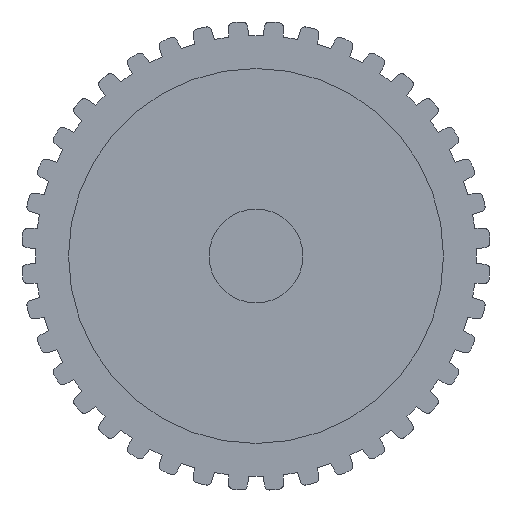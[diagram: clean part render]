
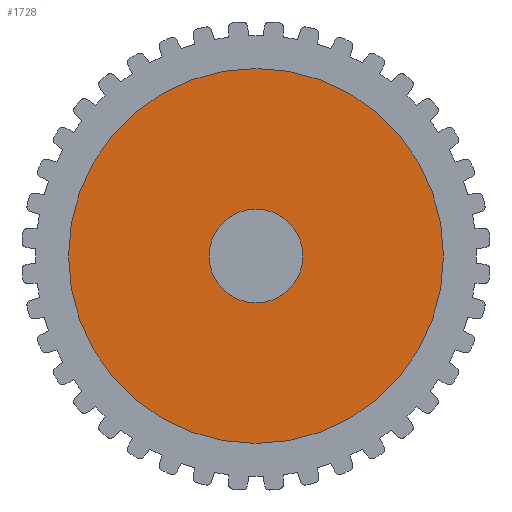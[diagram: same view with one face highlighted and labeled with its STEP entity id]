
A CAD part, left-side view. The second image highlights one B-rep face of the part: STEP entity #1728.
In plain terms, the highlighted planar face has unit normal (-1, 0, 0).
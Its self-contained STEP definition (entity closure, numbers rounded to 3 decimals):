
#248 = CARTESIAN_POINT ( 'NONE',  ( -20., 0., 0. ) ) ;
#871 = CIRCLE ( 'NONE', #8478, 5. ) ;
#1119 = CARTESIAN_POINT ( 'NONE',  ( -20., 0., -20. ) ) ;
#1712 = ORIENTED_EDGE ( 'NONE', *, *, #3843, .F. ) ;
#1728 = ADVANCED_FACE ( 'NONE', ( #1929, #4154 ), #9212, .T. ) ;
#1929 = FACE_BOUND ( 'NONE', #7856, .T. ) ;
#2172 = CARTESIAN_POINT ( 'NONE',  ( -20., 0., -5. ) ) ;
#2299 = ORIENTED_EDGE ( 'NONE', *, *, #2827, .F. ) ;
#2369 = DIRECTION ( 'NONE',  ( 1., 0., 0. ) ) ;
#2437 = CARTESIAN_POINT ( 'NONE',  ( -20., 0., 0. ) ) ;
#2460 = EDGE_CURVE ( 'NONE', #9281, #4719, #3720, .T. ) ;
#2626 = DIRECTION ( 'NONE',  ( 1., 0., 0. ) ) ;
#2677 = DIRECTION ( 'NONE',  ( 0., 0., 1. ) ) ;
#2739 = DIRECTION ( 'NONE',  ( 0., 0., -1. ) ) ;
#2827 = EDGE_CURVE ( 'NONE', #3642, #4859, #3004, .T. ) ;
#3004 = CIRCLE ( 'NONE', #5136, 20. ) ;
#3642 = VERTEX_POINT ( 'NONE', #3716 ) ;
#3716 = CARTESIAN_POINT ( 'NONE',  ( -20., 0., 20. ) ) ;
#3720 = CIRCLE ( 'NONE', #7855, 5. ) ;
#3843 = EDGE_CURVE ( 'NONE', #4859, #3642, #5286, .T. ) ;
#4154 = FACE_OUTER_BOUND ( 'NONE', #6223, .T. ) ;
#4447 = CARTESIAN_POINT ( 'NONE',  ( -20., 0., 5. ) ) ;
#4719 = VERTEX_POINT ( 'NONE', #2172 ) ;
#4723 = DIRECTION ( 'NONE',  ( 1., 0., 0. ) ) ;
#4859 = VERTEX_POINT ( 'NONE', #1119 ) ;
#5136 = AXIS2_PLACEMENT_3D ( 'NONE', #2437, #4723, #6775 ) ;
#5286 = CIRCLE ( 'NONE', #6806, 20. ) ;
#5499 = CARTESIAN_POINT ( 'NONE',  ( -20., 0., 0. ) ) ;
#5572 = EDGE_CURVE ( 'NONE', #4719, #9281, #871, .T. ) ;
#5935 = AXIS2_PLACEMENT_3D ( 'NONE', #7066, #7641, #2677 ) ;
#6223 = EDGE_LOOP ( 'NONE', ( #1712, #2299 ) ) ;
#6775 = DIRECTION ( 'NONE',  ( 0., 0., -1. ) ) ;
#6806 = AXIS2_PLACEMENT_3D ( 'NONE', #9301, #2626, #8495 ) ;
#7066 = CARTESIAN_POINT ( 'NONE',  ( -20., 5., 0. ) ) ;
#7258 = ORIENTED_EDGE ( 'NONE', *, *, #5572, .T. ) ;
#7380 = DIRECTION ( 'NONE',  ( 0., 0., -1. ) ) ;
#7641 = DIRECTION ( 'NONE',  ( -1., 0., 0. ) ) ;
#7855 = AXIS2_PLACEMENT_3D ( 'NONE', #248, #2369, #7380 ) ;
#7856 = EDGE_LOOP ( 'NONE', ( #7258, #7859 ) ) ;
#7859 = ORIENTED_EDGE ( 'NONE', *, *, #2460, .T. ) ;
#8478 = AXIS2_PLACEMENT_3D ( 'NONE', #5499, #8574, #2739 ) ;
#8495 = DIRECTION ( 'NONE',  ( 0., 0., -1. ) ) ;
#8574 = DIRECTION ( 'NONE',  ( 1., 0., 0. ) ) ;
#9212 = PLANE ( 'NONE',  #5935 ) ;
#9281 = VERTEX_POINT ( 'NONE', #4447 ) ;
#9301 = CARTESIAN_POINT ( 'NONE',  ( -20., 0., 0. ) ) ;
